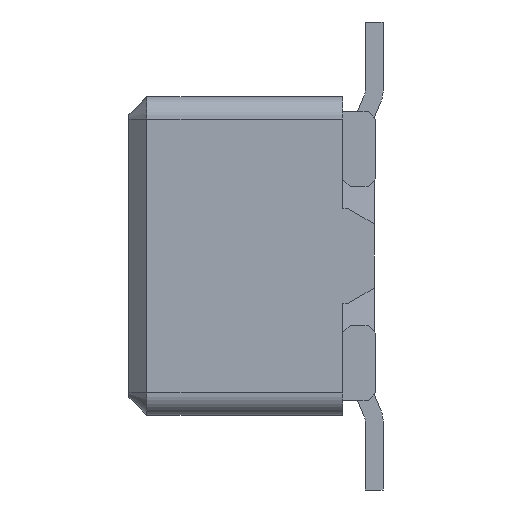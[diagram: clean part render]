
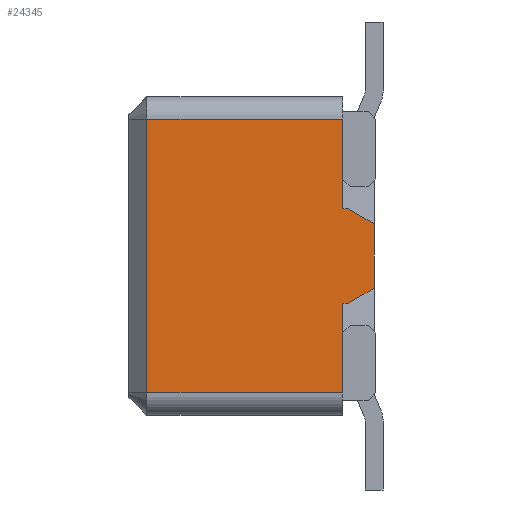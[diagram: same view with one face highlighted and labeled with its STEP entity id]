
A CAD part, left-side view. The second image highlights one B-rep face of the part: STEP entity #24345.
In plain terms, the highlighted planar face has unit normal (-1, 0, 0).
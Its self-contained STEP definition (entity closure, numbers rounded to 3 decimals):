
#4613=DIRECTION('',(0.,0.,1.));
#4614=VECTOR('',#4613,0.6);
#4615=CARTESIAN_POINT('',(-5.,-0.61,-0.915));
#4616=LINE('',#4615,#4614);
#4617=DIRECTION('',(0.,1.,0.));
#4618=VECTOR('',#4617,1.31);
#4619=CARTESIAN_POINT('',(-5.,-0.61,-0.915));
#4620=LINE('',#4619,#4618);
#4621=DIRECTION('',(0.,0.,-1.));
#4622=VECTOR('',#4621,1.83);
#4623=CARTESIAN_POINT('',(-5.,0.7,
0.915));
#4624=LINE('',#4623,#4622);
#4625=DIRECTION('',(0.,-1.,0.));
#4626=VECTOR('',#4625,1.31);
#4627=CARTESIAN_POINT('',(-5.,0.7,
0.915));
#4628=LINE('',#4627,#4626);
#4629=DIRECTION('',(0.,0.,-1.));
#4630=VECTOR('',#4629,0.6);
#4631=CARTESIAN_POINT('',(-5.,-0.61,0.915));
#4632=LINE('',#4631,#4630);
#4633=DIRECTION('',(0.,1.,0.));
#4634=VECTOR('',#4633,0.04);
#4635=CARTESIAN_POINT('',(-5.,-0.65,0.315));
#4636=LINE('',#4635,#4634);
#4637=DIRECTION('',(0.,0.862,0.507));
#4638=VECTOR('',#4637,0.197);
#4639=CARTESIAN_POINT('',(-5.,-0.82,0.215));
#4640=LINE('',#4639,#4638);
#4641=DIRECTION('',(0.,-0.862,0.507));
#4642=VECTOR('',#4641,0.197);
#4643=CARTESIAN_POINT('',(-5.,-0.65,-0.315));
#4644=LINE('',#4643,#4642);
#4645=DIRECTION('',(0.,-1.,0.));
#4646=VECTOR('',#4645,0.04);
#4647=CARTESIAN_POINT('',(-5.,-0.61,-0.315));
#4648=LINE('',#4647,#4646);
#10253=DIRECTION('',(0.,0.,1.));
#10254=VECTOR('',#10253,0.43);
#10255=CARTESIAN_POINT('',(-5.,-0.82,-0.215));
#10256=LINE('',#10255,#10254);
#15137=CARTESIAN_POINT('',(-5.,-0.61,-0.915));
#15138=CARTESIAN_POINT('',(-5.,-0.61,-0.315));
#15139=VERTEX_POINT('',#15137);
#15140=VERTEX_POINT('',#15138);
#15141=CARTESIAN_POINT('',(-5.,-0.65,-0.315));
#15142=VERTEX_POINT('',#15141);
#15143=CARTESIAN_POINT('',(-5.,-0.82,-0.215));
#15144=VERTEX_POINT('',#15143);
#15145=CARTESIAN_POINT('',(-5.,-0.82,0.215));
#15146=CARTESIAN_POINT('',(-5.,-0.65,0.315));
#15147=VERTEX_POINT('',#15145);
#15148=VERTEX_POINT('',#15146);
#15149=CARTESIAN_POINT('',(-5.,-0.61,0.315));
#15150=VERTEX_POINT('',#15149);
#15151=CARTESIAN_POINT('',(-5.,-0.61,0.915));
#15152=VERTEX_POINT('',#15151);
#17178=CARTESIAN_POINT('',(-5.,0.7,0.915));
#17180=VERTEX_POINT('',#17178);
#17185=CARTESIAN_POINT('',(-5.,0.7,
-0.915));
#17186=VERTEX_POINT('',#17185);
#24321=CARTESIAN_POINT('',(-5.,0.82,-1.065));
#24322=DIRECTION('',(-1.,0.,0.));
#24323=DIRECTION('',(0.,-1.,0.));
#24324=AXIS2_PLACEMENT_3D('',#24321,#24322,#24323);
#24325=PLANE('',#24324);
#24326=ORIENTED_EDGE('',*,*,#20171,.F.);
#24328=ORIENTED_EDGE('',*,*,#24327,.T.);
#24330=ORIENTED_EDGE('',*,*,#24329,.F.);
#24331=ORIENTED_EDGE('',*,*,#24314,.T.);
#24332=ORIENTED_EDGE('',*,*,#21251,.T.);
#24334=ORIENTED_EDGE('',*,*,#24333,.F.);
#24336=ORIENTED_EDGE('',*,*,#24335,.F.);
#24338=ORIENTED_EDGE('',*,*,#24337,.F.);
#24340=ORIENTED_EDGE('',*,*,#24339,.F.);
#24342=ORIENTED_EDGE('',*,*,#24341,.F.);
#24343=EDGE_LOOP('',(#24326,#24328,#24330,#24331,#24332,#24334,#24336,#24338,
#24340,#24342));
#24344=FACE_OUTER_BOUND('',#24343,.F.);
#24345=ADVANCED_FACE('',(#24344),#24325,.T.);
#20171=EDGE_CURVE('',#15139,#15140,#4616,.T.);
#21251=EDGE_CURVE('',#15152,#15150,#4632,.T.);
#24314=EDGE_CURVE('',#17180,#15152,#4628,.T.);
#24327=EDGE_CURVE('',#15139,#17186,#4620,.T.);
#24329=EDGE_CURVE('',#17180,#17186,#4624,.T.);
#24333=EDGE_CURVE('',#15148,#15150,#4636,.T.);
#24335=EDGE_CURVE('',#15147,#15148,#4640,.T.);
#24337=EDGE_CURVE('',#15144,#15147,#10256,.T.);
#24339=EDGE_CURVE('',#15142,#15144,#4644,.T.);
#24341=EDGE_CURVE('',#15140,#15142,#4648,.T.);
